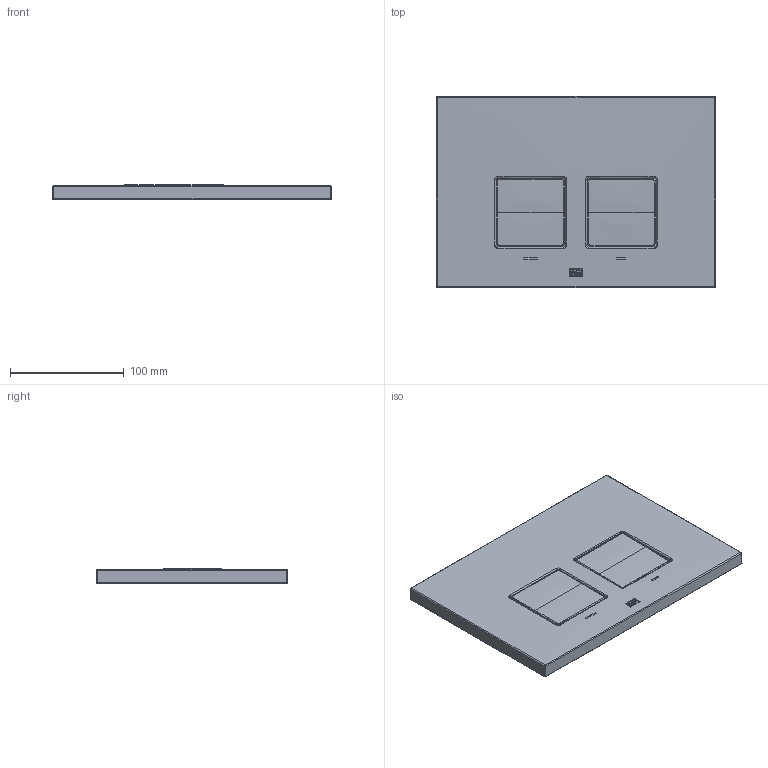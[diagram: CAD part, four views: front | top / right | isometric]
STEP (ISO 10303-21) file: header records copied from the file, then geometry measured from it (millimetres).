
FILE_DESCRIPTION (( 'STEP AP214' ), '1' );
FILE_NAME ('12665980ff_PM.STEP', '2023-12-11T14:17:00', ( '' ), ( '' ), 'SwSTEP 2.0', 'SolidWorks 2023', '' );
FILE_SCHEMA (( 'AUTOMOTIVE_DESIGN' ));
Length unit declared in the file: millimetre
Products named in the file (3): 12665980ff_PM; Planungsmodell_Taster-+-092098000_K1; Planungsmodell_Abdeckung-+-091198010_K1
Assembly tree (3 placements, depth 2):
  12665980ff_PM
    Planungsmodell_Taster-+-092098000_K1  x2
    Planungsmodell_Abdeckung-+-091198010_K1
Bounding box: 245.82 x 168.82 x 12.71 mm (x, y, z)
Volume: 528073 mm3; surface area: 121870.3 mm2
Topology: 3 solids, 8 shells, 2510 faces, 6431 edges, 4134 vertices
Faces by surface type: plane 1118, bspline 896, cylinder 410, sphere 78, torus 8
Entity records: 60430 total; most frequent: CARTESIAN_POINT 31352, ORIENTED_EDGE 6990, DIRECTION 4308, EDGE_CURVE 3495, VERTEX_POINT 2248, LINE 1956, VECTOR 1956, EDGE_LOOP 1485
